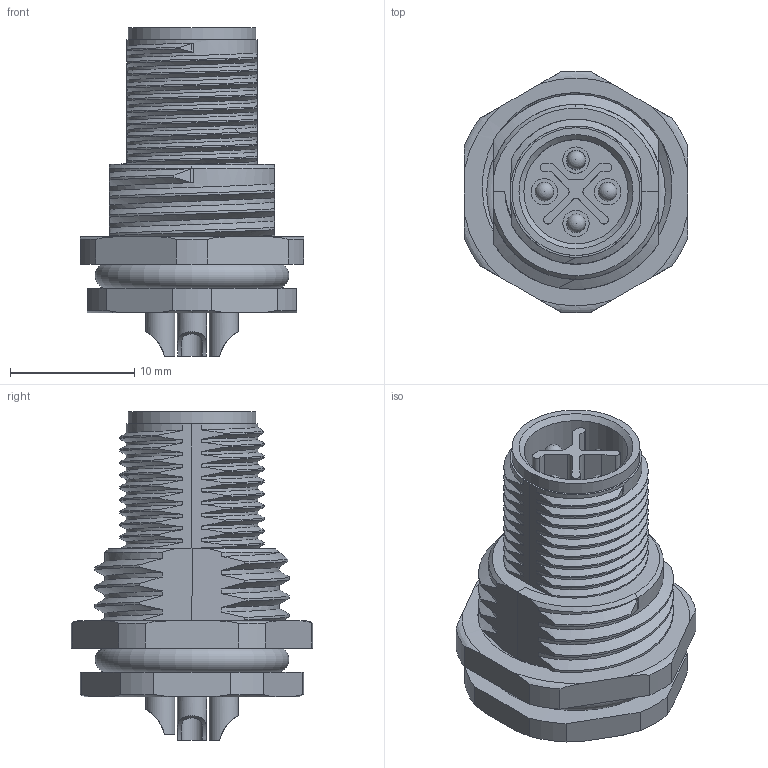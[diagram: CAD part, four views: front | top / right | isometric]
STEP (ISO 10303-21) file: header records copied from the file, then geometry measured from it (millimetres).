
FILE_DESCRIPTION(/* description */ (''),/* implementation_level */ '2;1');
FILE_NAME(/* name */ 'M12-M04S-BKR-M16-C.stp',/* time_stamp */ '2023-11-29T16:33:05+08:00',/* author */ (''),/* organization */ (''),/* preprocessor_version */ 'ST-DEVELOPER v18.1',/* originating_system */ 'SIEMENS PLM Software NX 1980',/* authorisation */ '');
FILE_SCHEMA (('AUTOMOTIVE_DESIGN { 1 0 10303 214 3 1 1 1 }'));
Length unit declared in the file: millimetre
Products named in the file (1): 11111
Bounding box: 18 x 19.48 x 26.5 mm (x, y, z)
Volume: 2929.4 mm3; surface area: 3030.1 mm2
Topology: 1 solids, 2 shells, 269 faces, 786 edges, 523 vertices
Faces by surface type: cylinder 112, plane 60, bspline 56, cone 22, torus 14, sphere 5
Full cylindrical faces by diameter (mm): 1.5 x4, 1.6 x1, 1.75 x4, 2.12 x4, 2.35 x4, 8.4 x1, 9.3 x1, 10.3 x1, 13 x1
Entity records: 20988 total; most frequent: CARTESIAN_POINT 15038, ORIENTED_EDGE 1436, DIRECTION 848, EDGE_CURVE 718, VERTEX_POINT 494, B_SPLINE_CURVE_WITH_KNOTS 407, AXIS2_PLACEMENT_3D 323, EDGE_LOOP 318
